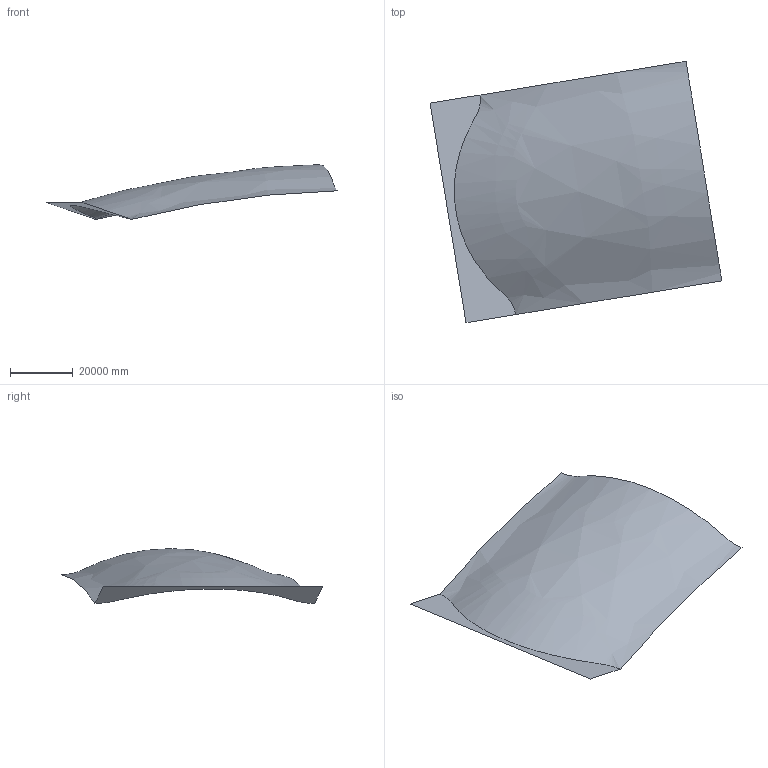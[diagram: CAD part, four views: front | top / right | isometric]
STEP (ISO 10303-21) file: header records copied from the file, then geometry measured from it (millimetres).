
FILE_DESCRIPTION(('Open CASCADE Model'),'2;1');
FILE_NAME('Open CASCADE Shape Model','2011-06-16T13:20:43',('Author'),( 'Open CASCADE'),'Open CASCADE STEP processor 6.3','Open CASCADE 6.3' ,'Unknown');
FILE_SCHEMA(('AUTOMOTIVE_DESIGN_CC2 { 1 2 10303 214 -1 1 5 4 }'));
Length unit declared in the file: millimetre
Products named in the file (3): Open CASCADE STEP translator 6.3 1; Open CASCADE STEP translator 6.3 1.1; Open CASCADE STEP translator 6.3 1.2
Assembly tree (2 placements, depth 2):
  Open CASCADE STEP translator 6.3 1
    Open CASCADE STEP translator 6.3 1.1
    Open CASCADE STEP translator 6.3 1.2
Bounding box: 93111.76 x 83409.23 x 17459.13 mm (x, y, z)
Surface area: 6165786285.3 mm2 (no closed solid volume)
Topology: 0 solids, 2 shells, 2 faces, 8 edges, 8 vertices
Faces by surface type: plane 1, bspline 1
Entity records: 405 total; most frequent: CARTESIAN_POINT 281, B_SPLINE_CURVE_WITH_KNOTS 13, DIRECTION 8, ORIENTED_EDGE 8, EDGE_CURVE 8, VERTEX_POINT 8, SURFACE_CURVE 8, PCURVE 8
